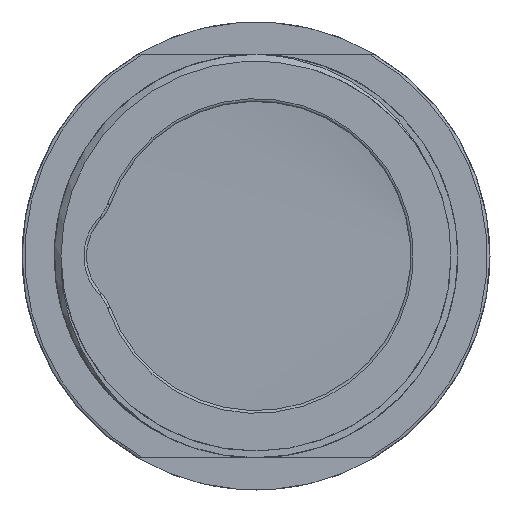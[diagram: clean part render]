
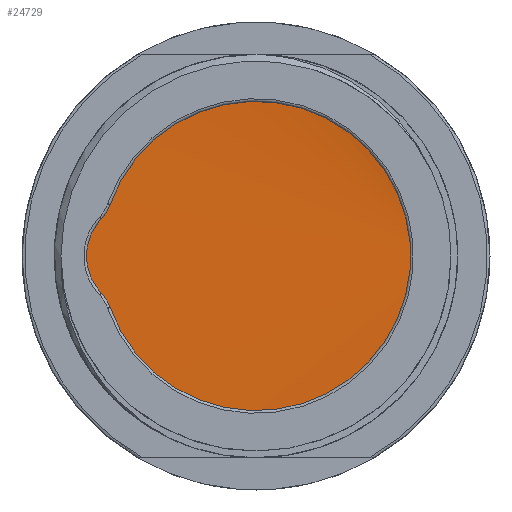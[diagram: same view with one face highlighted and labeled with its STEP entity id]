
A CAD part, left-side view. The second image highlights one B-rep face of the part: STEP entity #24729.
In plain terms, the highlighted cylindrical face has radius 14.5 mm (diameter 29 mm), a full revolution.
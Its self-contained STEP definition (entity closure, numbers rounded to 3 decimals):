
#2524=FACE_OUTER_BOUND('',#3890,.T.);
#3890=EDGE_LOOP('',(#15612,#15613,#15614));
#5450=B_SPLINE_CURVE_WITH_KNOTS('',3,(#34892,#34893,#34894,#34895,#34896,
#34897,#34898,#34899,#34900,#34901,#34902,#34903,#34904,#34905,#34906,#34907,
#34908),.UNSPECIFIED.,.F.,.F.,(4,1,1,1,1,1,1,1,1,1,1,1,1,1,4),(9.425,
9.87,10.354,10.837,11.32,11.803,
12.286,12.769,13.252,13.735,14.218,
14.701,15.184,15.667,15.708),
 .UNSPECIFIED.);
#6156=LINE('',#34845,#7834);
#6158=LINE('',#34909,#7836);
#7834=VECTOR('',#28469,14.5);
#7836=VECTOR('',#28477,14.5);
#9512=VERTEX_POINT('',#34843);
#9513=VERTEX_POINT('',#34844);
#9517=VERTEX_POINT('',#34891);
#11909=EDGE_CURVE('',#9512,#9513,#6156,.T.);
#11915=EDGE_CURVE('',#9517,#9513,#5450,.T.);
#11916=EDGE_CURVE('',#9517,#9512,#6158,.T.);
#15612=ORIENTED_EDGE('',*,*,#11909,.T.);
#15613=ORIENTED_EDGE('',*,*,#11915,.F.);
#15614=ORIENTED_EDGE('',*,*,#11916,.T.);
#22999=CYLINDRICAL_SURFACE('',#26120,14.5);
#24729=ADVANCED_FACE('',(#2524),#22999,.T.);
#26120=AXIS2_PLACEMENT_3D('',#34890,#28475,#28476);
#28469=DIRECTION('',(1.,0.,0.));
#28475=DIRECTION('center_axis',(1.,0.,0.));
#28476=DIRECTION('ref_axis',(0.,1.,0.));
#28477=DIRECTION('',(1.,0.,0.));
#34843=CARTESIAN_POINT('',(4.2,-14.5,0.));
#34844=CARTESIAN_POINT('',(5.4,-14.5,0.));
#34845=CARTESIAN_POINT('',(0.,-14.5,0.));
#34890=CARTESIAN_POINT('Origin',(0.,0.,0.));
#34891=CARTESIAN_POINT('',(2.6,-14.5,0.));
#34892=CARTESIAN_POINT('Ctrl Pts',(2.6,-14.501,0.));
#34893=CARTESIAN_POINT('Ctrl Pts',(2.666,-14.5,2.154));
#34894=CARTESIAN_POINT('Ctrl Pts',(2.804,-13.485,6.643));
#34895=CARTESIAN_POINT('Ctrl Pts',(3.014,-9.028,12.074));
#34896=CARTESIAN_POINT('Ctrl Pts',(3.229,-2.386,14.886));
#34897=CARTESIAN_POINT('Ctrl Pts',(3.444,4.802,14.291));
#34898=CARTESIAN_POINT('Ctrl Pts',(3.66,10.89,10.425));
#34899=CARTESIAN_POINT('Ctrl Pts',(3.875,14.487,4.174));
#34900=CARTESIAN_POINT('Ctrl Pts',(4.09,14.768,-3.033));
#34901=CARTESIAN_POINT('Ctrl Pts',(4.306,11.669,-9.546));
#34902=CARTESIAN_POINT('Ctrl Pts',(4.521,5.899,-13.874));
#34903=CARTESIAN_POINT('Ctrl Pts',(4.736,-1.22,-15.027));
#34904=CARTESIAN_POINT('Ctrl Pts',(4.951,-8.061,-12.74));
#34905=CARTESIAN_POINT('Ctrl Pts',(5.167,-13.056,-7.538));
#34906=CARTESIAN_POINT('Ctrl Pts',(5.316,-14.451,-2.726));
#34907=CARTESIAN_POINT('Ctrl Pts',(5.394,-14.501,-0.196));
#34908=CARTESIAN_POINT('Ctrl Pts',(5.4,-14.501,0.));
#34909=CARTESIAN_POINT('',(0.,-14.5,0.));
